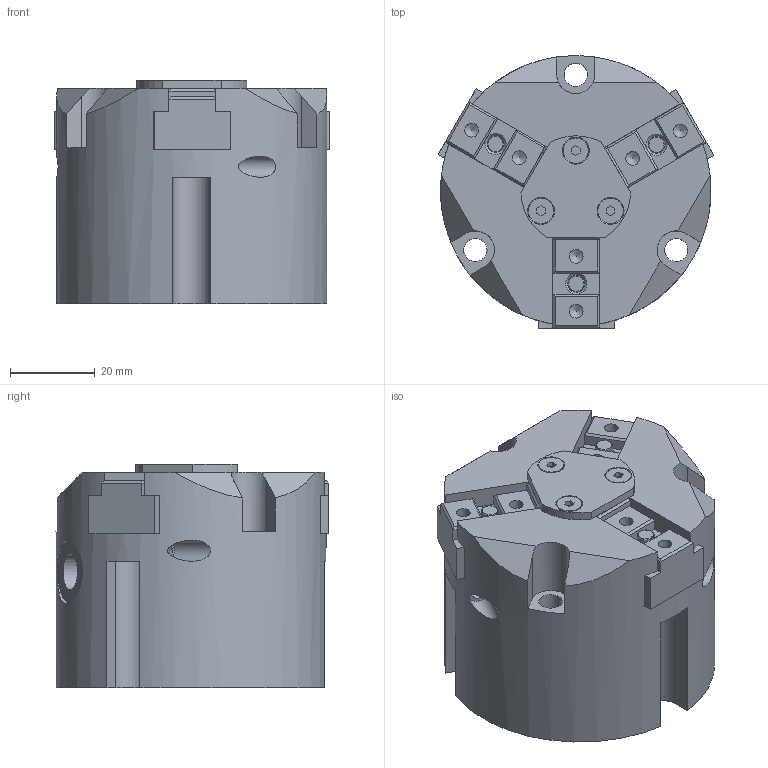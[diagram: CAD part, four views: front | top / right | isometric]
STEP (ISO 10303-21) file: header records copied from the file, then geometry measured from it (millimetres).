
FILE_DESCRIPTION(/* description */ (''),/* implementation_level */ '2;1');
FILE_NAME(/* name */ 'MAS-G3-64-SV-C1.2.stp',/* time_stamp */ '2018-02-01T14:11:13+01:00',/* author */ ('Tecnico'),/* organization */ (''),/* preprocessor_version */ 'ST-DEVELOPER v16.13',/* originating_system */ 'Autodesk Inventor 2018',/* authorisation */ '');
FILE_SCHEMA (('AUTOMOTIVE_DESIGN { 1 0 10303 214 3 1 1 }'));
Length unit declared in the file: millimetre
Products named in the file (6): MAS-G3-64-SV-C1; MAS-G3-CORPO; MAS-G3-GRIFFA; MAS-G3-64-COPERCHIETTO; DIN 7991 - M3x8; MAS-G3-64-SPINA 4X6
Assembly tree (11 placements, depth 2):
  MAS-G3-64-SV-C1
    MAS-G3-CORPO
    MAS-G3-GRIFFA  x3
    MAS-G3-64-COPERCHIETTO
    DIN 7991 - M3x8  x3
    MAS-G3-64-SPINA 4X6  x3
Bounding box: 65.29 x 64.46 x 53 mm (x, y, z)
Volume: 146994.6 mm3; surface area: 33597.4 mm2
Topology: 11 solids, 11 shells, 300 faces, 767 edges, 493 vertices
Faces by surface type: plane 201, cylinder 61, cone 29, torus 9
Full cylindrical faces by diameter (mm): 2.459 x3, 3 x7, 3.242 x11, 4 x6, 5 x5, 5.4 x3, 5.5 x3, 6 x3, 6.1 x3, 8.566 x2, 15 x2, 64 x1
Entity records: 5587 total; most frequent: CARTESIAN_POINT 1222, DIRECTION 881, ORIENTED_EDGE 766, EDGE_CURVE 383, AXIS2_PLACEMENT_3D 325, VERTEX_POINT 278, EDGE_LOOP 267, LINE 231
